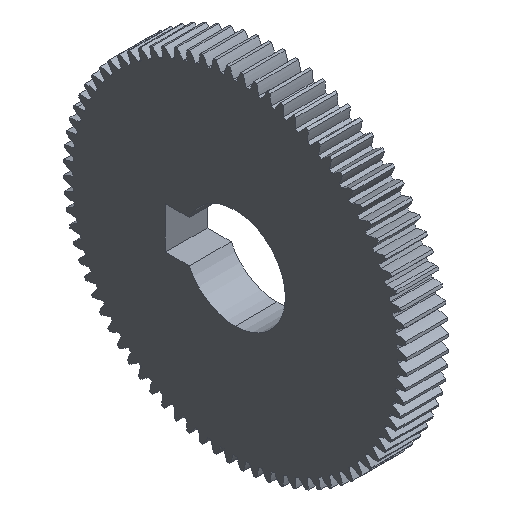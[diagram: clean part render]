
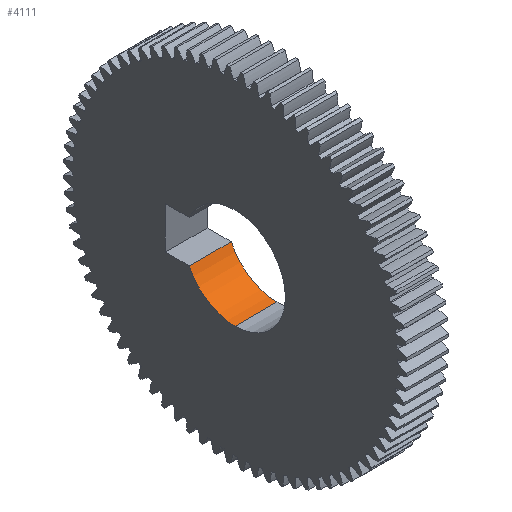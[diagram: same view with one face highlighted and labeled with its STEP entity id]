
A CAD part, isometric view. The second image highlights one B-rep face of the part: STEP entity #4111.
In plain terms, the highlighted cylindrical face has radius 6 mm (diameter 12 mm), a partial arc.
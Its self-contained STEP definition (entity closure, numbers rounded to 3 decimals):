
#44 = EDGE_CURVE ( 'NONE', #9337, #9313, #874, .T. ) ;
#579 = CARTESIAN_POINT ( 'NONE',  ( 50., 0., -6. ) ) ;
#622 = VECTOR ( 'NONE', #7790, 1000. ) ;
#874 = CIRCLE ( 'NONE', #3873, 6. ) ;
#1427 = CYLINDRICAL_SURFACE ( 'NONE', #8600, 6. ) ;
#1479 = CARTESIAN_POINT ( 'NONE',  ( 50., 0., 0. ) ) ;
#1519 = ORIENTED_EDGE ( 'NONE', *, *, #6112, .T. ) ;
#1717 = ORIENTED_EDGE ( 'NONE', *, *, #7200, .F. ) ;
#1970 = VERTEX_POINT ( 'NONE', #4730 ) ;
#2245 = CARTESIAN_POINT ( 'NONE',  ( 50., 5.454, -2.5 ) ) ;
#2690 = CIRCLE ( 'NONE', #4948, 6. ) ;
#3873 = AXIS2_PLACEMENT_3D ( 'NONE', #7181, #10770, #7002 ) ;
#4111 = ADVANCED_FACE ( 'NONE', ( #11244 ), #1427, .F. ) ;
#4730 = CARTESIAN_POINT ( 'NONE',  ( 5., 5.454, -2.5 ) ) ;
#4948 = AXIS2_PLACEMENT_3D ( 'NONE', #8926, #11637, #6281 ) ;
#5768 = ORIENTED_EDGE ( 'NONE', *, *, #44, .T. ) ;
#5881 = CARTESIAN_POINT ( 'NONE',  ( 0., 0., -6. ) ) ;
#6112 = EDGE_CURVE ( 'NONE', #1970, #9337, #8473, .T. ) ;
#6281 = DIRECTION ( 'NONE',  ( 0., 0., 1. ) ) ;
#6677 = ORIENTED_EDGE ( 'NONE', *, *, #11469, .T. ) ;
#6704 = DIRECTION ( 'NONE',  ( 0., 0., 1. ) ) ;
#7002 = DIRECTION ( 'NONE',  ( 0., 0., -1. ) ) ;
#7181 = CARTESIAN_POINT ( 'NONE',  ( 0., 0., 0. ) ) ;
#7200 = EDGE_CURVE ( 'NONE', #9446, #9313, #9505, .T. ) ;
#7644 = CARTESIAN_POINT ( 'NONE',  ( 0., 5.454, -2.5 ) ) ;
#7790 = DIRECTION ( 'NONE',  ( -1., 0., 0. ) ) ;
#8473 = LINE ( 'NONE', #2245, #10775 ) ;
#8600 = AXIS2_PLACEMENT_3D ( 'NONE', #1479, #9297, #6704 ) ;
#8926 = CARTESIAN_POINT ( 'NONE',  ( 5., 0., 0. ) ) ;
#9297 = DIRECTION ( 'NONE',  ( -1., 0., 0. ) ) ;
#9313 = VERTEX_POINT ( 'NONE', #5881 ) ;
#9337 = VERTEX_POINT ( 'NONE', #7644 ) ;
#9446 = VERTEX_POINT ( 'NONE', #9750 ) ;
#9505 = LINE ( 'NONE', #579, #622 ) ;
#9683 = DIRECTION ( 'NONE',  ( -1., 0., 0. ) ) ;
#9750 = CARTESIAN_POINT ( 'NONE',  ( 5., 0., -6. ) ) ;
#10770 = DIRECTION ( 'NONE',  ( -1., 0., 0. ) ) ;
#10775 = VECTOR ( 'NONE', #9683, 1000. ) ;
#11244 = FACE_OUTER_BOUND ( 'NONE', #11512, .T. ) ;
#11469 = EDGE_CURVE ( 'NONE', #9446, #1970, #2690, .T. ) ;
#11512 = EDGE_LOOP ( 'NONE', ( #1717, #6677, #1519, #5768 ) ) ;
#11637 = DIRECTION ( 'NONE',  ( 1., 0., 0. ) ) ;
